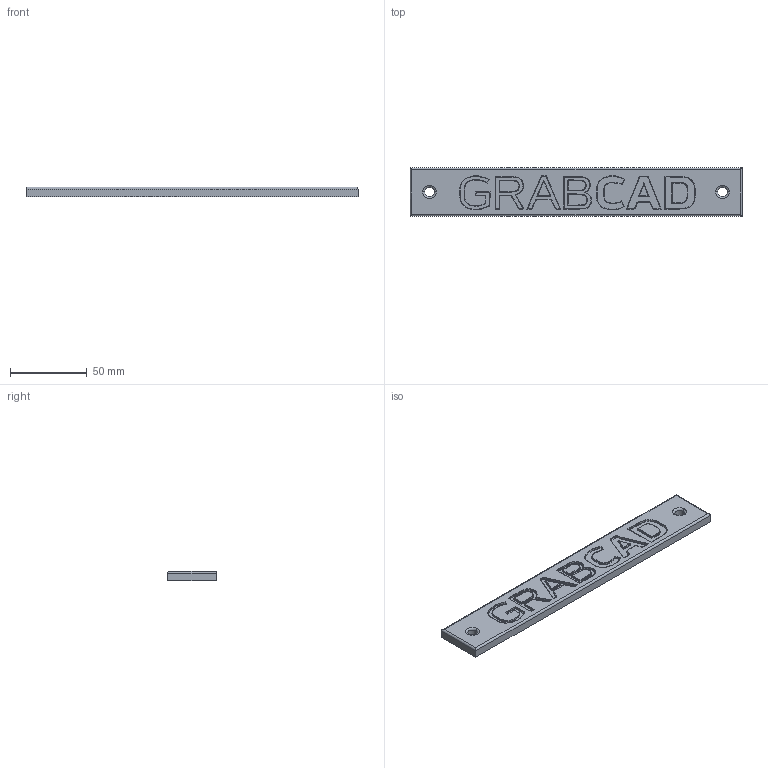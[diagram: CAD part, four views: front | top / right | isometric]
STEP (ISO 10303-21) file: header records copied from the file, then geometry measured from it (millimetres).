
FILE_DESCRIPTION (( 'STEP AP203' ), '1' );
FILE_NAME ('GueriTech_CNC_Machined_GRAB_CAD_Crest_Aluminum_Workbench.STEP', '2021-10-08T11:40:09', ( '' ), ( '' ), 'SwSTEP 2.0', 'SolidWorks 2020', '' );
FILE_SCHEMA (( 'CONFIG_CONTROL_DESIGN' ));
Length unit declared in the file: inch
Products named in the file (1): GueriTech_CNC_Machined_GRAB_CAD_Crest_Aluminum_Workbench
Bounding box: 215.9 x 31.75 x 6.35 mm (x, y, z)
Volume: 41251.6 mm3; surface area: 17588.9 mm2
Topology: 1 solids, 1 shells, 416 faces, 939 edges, 536 vertices
Faces by surface type: bspline 297, cylinder 64, plane 47, torus 8
Entity records: 20028 total; most frequent: CARTESIAN_POINT 12779, ORIENTED_EDGE 1874, EDGE_CURVE 937, DIRECTION 852, VERTEX_POINT 536, B_SPLINE_CURVE_WITH_KNOTS 476, EDGE_LOOP 433, ADVANCED_FACE 416
